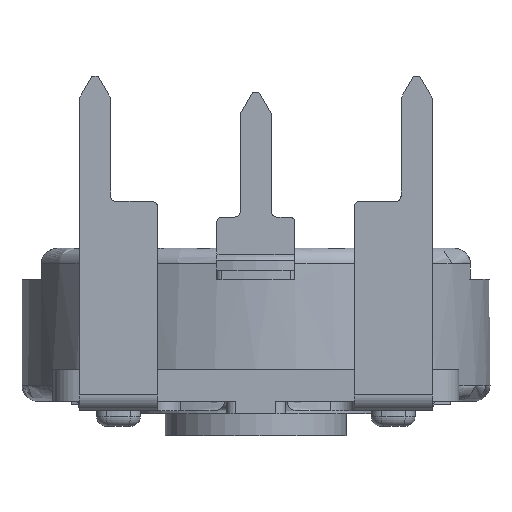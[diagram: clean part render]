
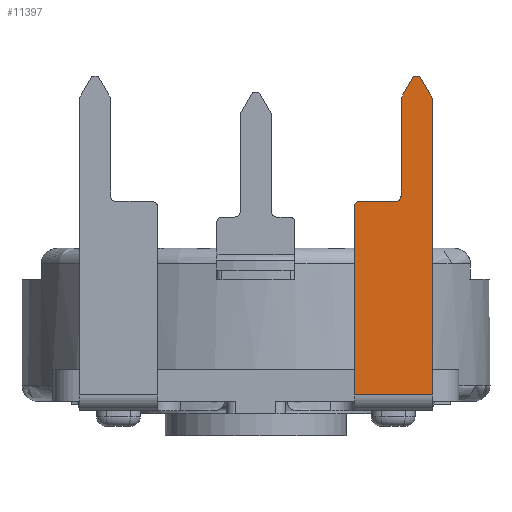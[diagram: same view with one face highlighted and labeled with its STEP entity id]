
A CAD part, front view. The second image highlights one B-rep face of the part: STEP entity #11397.
In plain terms, the highlighted planar face has unit normal (0, -1, 0).
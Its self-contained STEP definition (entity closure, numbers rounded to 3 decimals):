
#38 = CARTESIAN_POINT ( 'NONE',  ( -5.65, -10.15, -0.2 ) ) ;
#144 = EDGE_LOOP ( 'NONE', ( #12424, #8696, #10855, #3634, #668, #1171, #7280, #4400, #13908, #221 ) ) ;
#221 = ORIENTED_EDGE ( 'NONE', *, *, #12184, .F. ) ;
#513 = DIRECTION ( 'NONE',  ( 0., -1., 0. ) ) ;
#668 = ORIENTED_EDGE ( 'NONE', *, *, #3637, .T. ) ;
#955 = VERTEX_POINT ( 'NONE', #38 ) ;
#1171 = ORIENTED_EDGE ( 'NONE', *, *, #6838, .T. ) ;
#1221 = CARTESIAN_POINT ( 'NONE',  ( -5.25, -10.15, -10.4 ) ) ;
#1272 = CARTESIAN_POINT ( 'NONE',  ( -3.32, -10.15, -6.4 ) ) ;
#1351 = CARTESIAN_POINT ( 'NONE',  ( -4.48, -10.15, -6.4 ) ) ;
#1432 = CARTESIAN_POINT ( 'NONE',  ( -4.65, -10.15, -9.707 ) ) ;
#1482 = LINE ( 'NONE', #2633, #10873 ) ;
#1532 = VERTEX_POINT ( 'NONE', #13141 ) ;
#1835 = VERTEX_POINT ( 'NONE', #14002 ) ;
#1911 = VERTEX_POINT ( 'NONE', #1221 ) ;
#2079 = LINE ( 'NONE', #5414, #2432 ) ;
#2432 = VECTOR ( 'NONE', #13311, 1000. ) ;
#2463 = VERTEX_POINT ( 'NONE', #14439 ) ;
#2633 = CARTESIAN_POINT ( 'NONE',  ( -5.25, -10.15, -10.4 ) ) ;
#2796 = AXIS2_PLACEMENT_3D ( 'NONE', #3739, #11657, #4877 ) ;
#3115 = CARTESIAN_POINT ( 'NONE',  ( -7.25, -10.15, -0.2 ) ) ;
#3549 = VERTEX_POINT ( 'NONE', #8458 ) ;
#3634 = ORIENTED_EDGE ( 'NONE', *, *, #4366, .T. ) ;
#3637 = EDGE_CURVE ( 'NONE', #1911, #6885, #1482, .T. ) ;
#3680 = CIRCLE ( 'NONE', #12534, 0.17 ) ;
#3739 = CARTESIAN_POINT ( 'NONE',  ( -4.48, -10.15, -6.57 ) ) ;
#4302 = VERTEX_POINT ( 'NONE', #1432 ) ;
#4366 = EDGE_CURVE ( 'NONE', #2463, #1911, #14467, .T. ) ;
#4400 = ORIENTED_EDGE ( 'NONE', *, *, #7392, .F. ) ;
#4506 = CARTESIAN_POINT ( 'NONE',  ( -3.15, -10.15, 3.288 ) ) ;
#4778 = CARTESIAN_POINT ( 'NONE',  ( -4.65, -10.15, -6.57 ) ) ;
#4877 = DIRECTION ( 'NONE',  ( -1., 0., 0. ) ) ;
#5260 = VECTOR ( 'NONE', #8762, 1000. ) ;
#5414 = CARTESIAN_POINT ( 'NONE',  ( -5.05, -10.15, -10.4 ) ) ;
#5451 = EDGE_CURVE ( 'NONE', #7255, #4302, #11800, .T. ) ;
#5464 = DIRECTION ( 'NONE',  ( 0., 0., 1. ) ) ;
#5785 = VECTOR ( 'NONE', #7022, 1000. ) ;
#6129 = VECTOR ( 'NONE', #11558, 1000. ) ;
#6397 = CARTESIAN_POINT ( 'NONE',  ( -3.32, -10.15, -6.23 ) ) ;
#6434 = VERTEX_POINT ( 'NONE', #1272 ) ;
#6654 = LINE ( 'NONE', #4506, #12320 ) ;
#6838 = EDGE_CURVE ( 'NONE', #6885, #4302, #2079, .T. ) ;
#6885 = VERTEX_POINT ( 'NONE', #12236 ) ;
#7022 = DIRECTION ( 'NONE',  ( -1., 0., 0. ) ) ;
#7036 = AXIS2_PLACEMENT_3D ( 'NONE', #7275, #513, #8428 ) ;
#7096 = EDGE_CURVE ( 'NONE', #1532, #955, #11273, .T. ) ;
#7255 = VERTEX_POINT ( 'NONE', #10317 ) ;
#7275 = CARTESIAN_POINT ( 'NONE',  ( -7.25, -10.15, -15.605 ) ) ;
#7280 = ORIENTED_EDGE ( 'NONE', *, *, #5451, .F. ) ;
#7392 = EDGE_CURVE ( 'NONE', #3549, #7255, #11441, .T. ) ;
#7538 = DIRECTION ( 'NONE',  ( -1., 0., 0. ) ) ;
#7747 = FACE_OUTER_BOUND ( 'NONE', #144, .T. ) ;
#8428 = DIRECTION ( 'NONE',  ( 1., 0., 0. ) ) ;
#8458 = CARTESIAN_POINT ( 'NONE',  ( -4.48, -10.15, -6.4 ) ) ;
#8696 = ORIENTED_EDGE ( 'NONE', *, *, #7096, .T. ) ;
#8762 = DIRECTION ( 'NONE',  ( -1., 0., 0. ) ) ;
#8832 = VECTOR ( 'NONE', #11870, 1000. ) ;
#9008 = LINE ( 'NONE', #11102, #11999 ) ;
#10317 = CARTESIAN_POINT ( 'NONE',  ( -4.65, -10.15, -6.57 ) ) ;
#10738 = CARTESIAN_POINT ( 'NONE',  ( -5.25, -10.15, -10.4 ) ) ;
#10855 = ORIENTED_EDGE ( 'NONE', *, *, #11026, .F. ) ;
#10873 = VECTOR ( 'NONE', #11673, 1000. ) ;
#11026 = EDGE_CURVE ( 'NONE', #2463, #955, #9008, .T. ) ;
#11102 = CARTESIAN_POINT ( 'NONE',  ( -5.65, -10.15, 6.534 ) ) ;
#11273 = LINE ( 'NONE', #3115, #5260 ) ;
#11304 = EDGE_CURVE ( 'NONE', #6434, #3549, #11822, .T. ) ;
#11397 = ADVANCED_FACE ( 'NONE', ( #7747 ), #13963, .T. ) ;
#11441 = CIRCLE ( 'NONE', #2796, 0.17 ) ;
#11558 = DIRECTION ( 'NONE',  ( 0., 0., -1. ) ) ;
#11657 = DIRECTION ( 'NONE',  ( 0., -1., 0. ) ) ;
#11673 = DIRECTION ( 'NONE',  ( 1., 0., 0. ) ) ;
#11800 = LINE ( 'NONE', #4778, #6129 ) ;
#11822 = LINE ( 'NONE', #1351, #5785 ) ;
#11870 = DIRECTION ( 'NONE',  ( 0.5, 0., -0.866 ) ) ;
#11999 = VECTOR ( 'NONE', #5464, 1000. ) ;
#12184 = EDGE_CURVE ( 'NONE', #1835, #6434, #3680, .T. ) ;
#12236 = CARTESIAN_POINT ( 'NONE',  ( -5.05, -10.15, -10.4 ) ) ;
#12320 = VECTOR ( 'NONE', #13558, 1000. ) ;
#12424 = ORIENTED_EDGE ( 'NONE', *, *, #13416, .F. ) ;
#12534 = AXIS2_PLACEMENT_3D ( 'NONE', #6397, #14299, #7538 ) ;
#13141 = CARTESIAN_POINT ( 'NONE',  ( -3.15, -10.15, -0.2 ) ) ;
#13311 = DIRECTION ( 'NONE',  ( 0.5, 0., 0.866 ) ) ;
#13416 = EDGE_CURVE ( 'NONE', #1532, #1835, #6654, .T. ) ;
#13558 = DIRECTION ( 'NONE',  ( 0., 0., -1. ) ) ;
#13908 = ORIENTED_EDGE ( 'NONE', *, *, #11304, .F. ) ;
#13963 = PLANE ( 'NONE',  #7036 ) ;
#14002 = CARTESIAN_POINT ( 'NONE',  ( -3.15, -10.15, -6.23 ) ) ;
#14299 = DIRECTION ( 'NONE',  ( 0., 1., 0. ) ) ;
#14439 = CARTESIAN_POINT ( 'NONE',  ( -5.65, -10.15, -9.707 ) ) ;
#14467 = LINE ( 'NONE', #10738, #8832 ) ;
